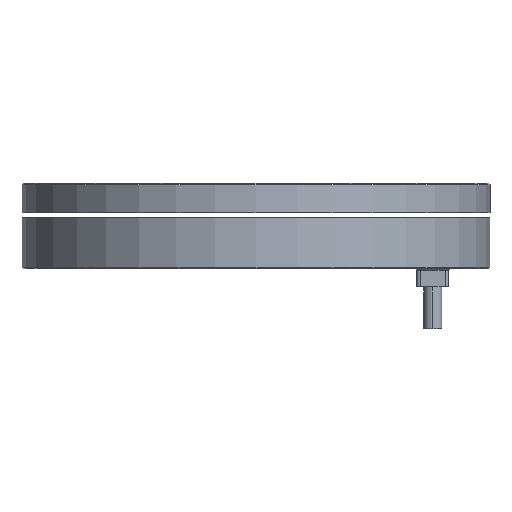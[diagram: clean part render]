
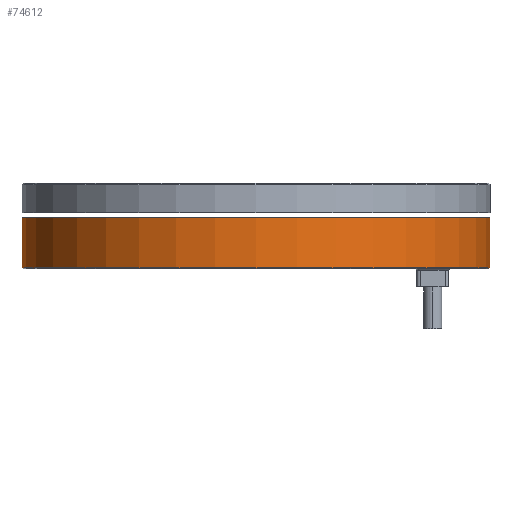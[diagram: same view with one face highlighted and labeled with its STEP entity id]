
A CAD part, front view. The second image highlights one B-rep face of the part: STEP entity #74612.
In plain terms, the highlighted cylindrical face has radius 45 mm (diameter 90 mm), a partial arc.
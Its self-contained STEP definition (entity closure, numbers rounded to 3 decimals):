
#1618 = AXIS2_PLACEMENT_3D ( 'NONE', #32811, #13988, #51258 ) ;
#4441 = VECTOR ( 'NONE', #44208, 1000. ) ;
#5527 = DIRECTION ( 'NONE',  ( 0., 0., -1. ) ) ;
#6121 = VERTEX_POINT ( 'NONE', #29367 ) ;
#12733 = FACE_OUTER_BOUND ( 'NONE', #66532, .T. ) ;
#13452 = ORIENTED_EDGE ( 'NONE', *, *, #46724, .T. ) ;
#13988 = DIRECTION ( 'NONE',  ( 0., 0., 1. ) ) ;
#15656 = CARTESIAN_POINT ( 'NONE',  ( 0., 0., 9.8 ) ) ;
#16574 = VERTEX_POINT ( 'NONE', #40597 ) ;
#25893 = DIRECTION ( 'NONE',  ( 1., 0., 0. ) ) ;
#28112 = VERTEX_POINT ( 'NONE', #54809 ) ;
#29367 = CARTESIAN_POINT ( 'NONE',  ( -45., 0., 0.2 ) ) ;
#31438 = CIRCLE ( 'NONE', #1618, 45. ) ;
#32811 = CARTESIAN_POINT ( 'NONE',  ( 0., 0., 9.8 ) ) ;
#33019 = ORIENTED_EDGE ( 'NONE', *, *, #47337, .T. ) ;
#34053 = EDGE_CURVE ( 'NONE', #54771, #16574, #31438, .T. ) ;
#35549 = CYLINDRICAL_SURFACE ( 'NONE', #58348, 45. ) ;
#40597 = CARTESIAN_POINT ( 'NONE',  ( 45., 0., 9.8 ) ) ;
#41888 = CARTESIAN_POINT ( 'NONE',  ( 45., 0., 9.8 ) ) ;
#44208 = DIRECTION ( 'NONE',  ( 0., 0., -1. ) ) ;
#44448 = VECTOR ( 'NONE', #5527, 1000. ) ;
#46245 = DIRECTION ( 'NONE',  ( -1., 0., 0. ) ) ;
#46724 = EDGE_CURVE ( 'NONE', #54771, #6121, #71231, .T. ) ;
#47337 = EDGE_CURVE ( 'NONE', #6121, #28112, #64319, .T. ) ;
#47934 = ORIENTED_EDGE ( 'NONE', *, *, #34053, .F. ) ;
#49805 = EDGE_CURVE ( 'NONE', #16574, #28112, #76982, .T. ) ;
#51258 = DIRECTION ( 'NONE',  ( 1., 0., 0. ) ) ;
#53986 = AXIS2_PLACEMENT_3D ( 'NONE', #75037, #62507, #25893 ) ;
#54771 = VERTEX_POINT ( 'NONE', #68163 ) ;
#54809 = CARTESIAN_POINT ( 'NONE',  ( 45., 0., 0.2 ) ) ;
#58348 = AXIS2_PLACEMENT_3D ( 'NONE', #15656, #65218, #46245 ) ;
#62507 = DIRECTION ( 'NONE',  ( 0., 0., 1. ) ) ;
#64319 = CIRCLE ( 'NONE', #53986, 45. ) ;
#64455 = ORIENTED_EDGE ( 'NONE', *, *, #49805, .F. ) ;
#65218 = DIRECTION ( 'NONE',  ( 0., 0., -1. ) ) ;
#66532 = EDGE_LOOP ( 'NONE', ( #64455, #47934, #13452, #33019 ) ) ;
#68163 = CARTESIAN_POINT ( 'NONE',  ( -45., 0., 9.8 ) ) ;
#71231 = LINE ( 'NONE', #74438, #4441 ) ;
#74438 = CARTESIAN_POINT ( 'NONE',  ( -45., 0., 9.8 ) ) ;
#74612 = ADVANCED_FACE ( 'NONE', ( #12733 ), #35549, .T. ) ;
#75037 = CARTESIAN_POINT ( 'NONE',  ( 0., 0., 0.2 ) ) ;
#76982 = LINE ( 'NONE', #41888, #44448 ) ;
